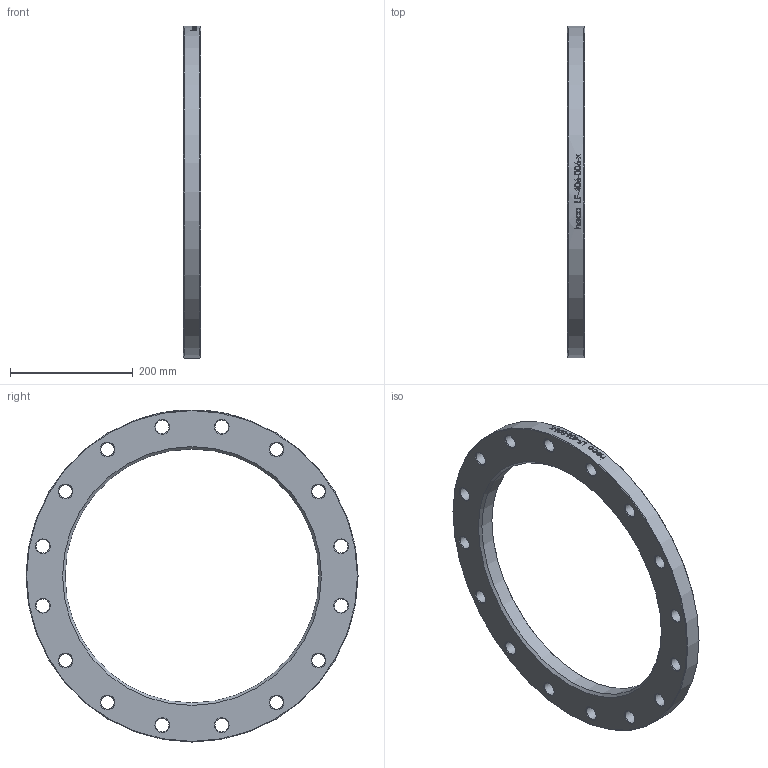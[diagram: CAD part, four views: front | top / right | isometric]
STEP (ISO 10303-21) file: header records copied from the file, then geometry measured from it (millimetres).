
FILE_DESCRIPTION (( 'STEP AP214' ), '1' );
FILE_NAME ('LF-406-006-x Loser Flansch 2012.STEP', '2020-12-17T13:35:01', ( '' ), ( '' ), 'SwSTEP 2.0', 'SolidWorks 2019', '' );
FILE_SCHEMA (( 'AUTOMOTIVE_DESIGN' ));
Length unit declared in the file: millimetre
Products named in the file (1): LF-406-006-x Loser Flansch 2012
Bounding box: 28 x 540 x 540 mm (x, y, z)
Volume: 2478671.5 mm3; surface area: 285736.2 mm2
Topology: 1 solids, 1 shells, 80 faces, 299 edges, 244 vertices
Faces by surface type: cylinder 42, cone 36, plane 2
Full cylindrical faces by diameter (mm): 22 x16, 413 x1, 540 x1
Entity records: 6974 total; most frequent: CARTESIAN_POINT 4502, ORIENTED_EDGE 448, DIRECTION 388, EDGE_CURVE 224, VERTEX_POINT 224, EDGE_LOOP 192, AXIS2_PLACEMENT_3D 182, CIRCLE 101
